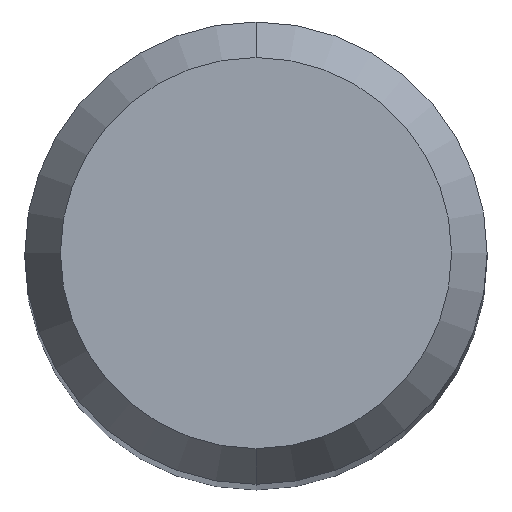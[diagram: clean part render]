
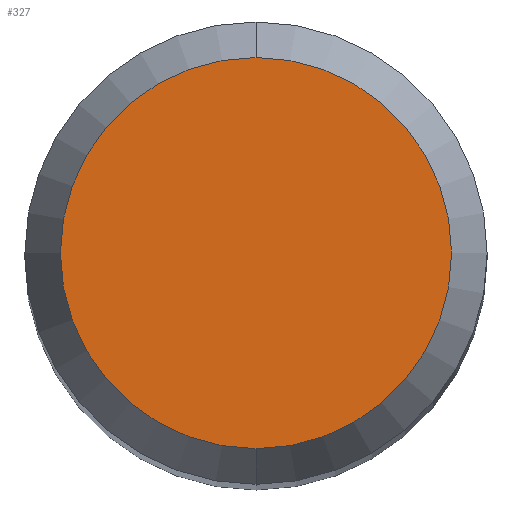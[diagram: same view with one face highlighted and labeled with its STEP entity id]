
A CAD part, top view. The second image highlights one B-rep face of the part: STEP entity #327.
In plain terms, the highlighted planar face has unit normal (0, 0, 1).
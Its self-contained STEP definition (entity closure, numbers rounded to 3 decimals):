
#243=VERTEX_POINT('',#547);
#307=EDGE_CURVE('',#243,#399,#612,.T.);
#327=ADVANCED_FACE('',(#635),#636,.T.);
#399=VERTEX_POINT('',#714);
#413=EDGE_CURVE('',#399,#243,#729,.T.);
#547=CARTESIAN_POINT('',(0.,-2.538,41.818));
#612=CIRCLE('',#1058,2.538);
#635=FACE_OUTER_BOUND('',#1111,.T.);
#636=PLANE('',#1112);
#714=CARTESIAN_POINT('',(0.0,2.538,41.818));
#729=CIRCLE('',#1311,2.538);
#1058=AXIS2_PLACEMENT_3D('',#1572,#1573,#1574);
#1111=EDGE_LOOP('',(#1602,#1603));
#1112=AXIS2_PLACEMENT_3D('',#1604,#1605,#1606);
#1311=AXIS2_PLACEMENT_3D('',#1699,#1700,#1701);
#1572=CARTESIAN_POINT('',(0.0,0.0,41.818));
#1573=DIRECTION('',(0.0,0.0,-1.0));
#1574=DIRECTION('',(0.0,1.0,0.0));
#1602=ORIENTED_EDGE('',*,*,#413,.F.);
#1603=ORIENTED_EDGE('',*,*,#307,.F.);
#1604=CARTESIAN_POINT('',(0.0,1.269,41.818));
#1605=DIRECTION('',(-0.0,0.0,1.0));
#1606=DIRECTION('',(0.0,-1.0,0.0));
#1699=CARTESIAN_POINT('',(0.0,0.0,41.818));
#1700=DIRECTION('',(0.0,0.0,-1.0));
#1701=DIRECTION('',(0.0,1.0,0.0));
